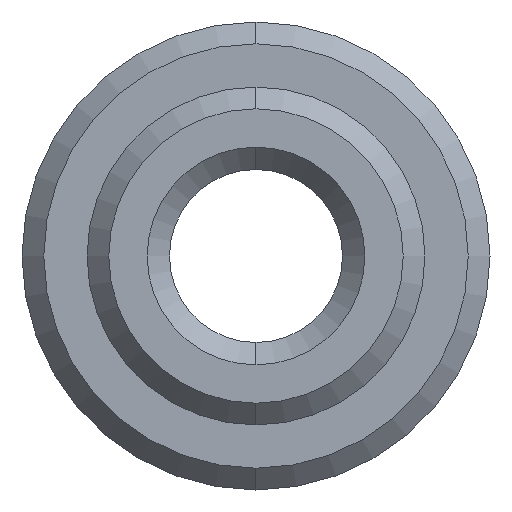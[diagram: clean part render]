
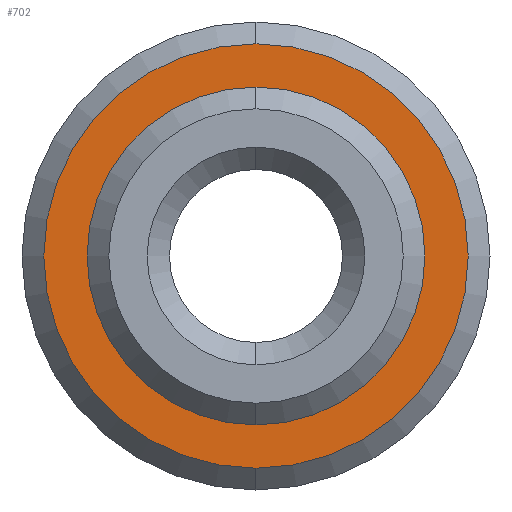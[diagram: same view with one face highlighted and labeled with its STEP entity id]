
A CAD part, left-side view. The second image highlights one B-rep face of the part: STEP entity #702.
In plain terms, the highlighted planar face has unit normal (-1, 0, 0).
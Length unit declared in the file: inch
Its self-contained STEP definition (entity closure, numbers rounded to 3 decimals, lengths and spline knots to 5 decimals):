
#9 = CARTESIAN_POINT ( 'NONE',  ( -0.375, 0., -0.15525 ) ) ;
#30 = DIRECTION ( 'NONE',  ( 0., 0., 1. ) ) ;
#67 = CARTESIAN_POINT ( 'NONE',  ( -0.375, 0., -0.195 ) ) ;
#78 = DIRECTION ( 'NONE',  ( -1., 0., 0. ) ) ;
#82 = DIRECTION ( 'NONE',  ( -1., 0., 0. ) ) ;
#86 = EDGE_CURVE ( 'NONE', #691, #573, #128, .T. ) ;
#106 = FACE_BOUND ( 'NONE', #574, .T. ) ;
#111 = EDGE_CURVE ( 'NONE', #551, #118, #652, .T. ) ;
#118 = VERTEX_POINT ( 'NONE', #717 ) ;
#128 = CIRCLE ( 'NONE', #166, 0.15525 ) ;
#148 = CIRCLE ( 'NONE', #509, 0.15525 ) ;
#153 = EDGE_CURVE ( 'NONE', #118, #551, #633, .T. ) ;
#166 = AXIS2_PLACEMENT_3D ( 'NONE', #511, #78, #356 ) ;
#169 = ORIENTED_EDGE ( 'NONE', *, *, #627, .F. ) ;
#173 = DIRECTION ( 'NONE',  ( -1., 0., 0. ) ) ;
#258 = CARTESIAN_POINT ( 'NONE',  ( -0.375, 0., 0. ) ) ;
#259 = FACE_OUTER_BOUND ( 'NONE', #700, .T. ) ;
#280 = CARTESIAN_POINT ( 'NONE',  ( -0.375, 0., 0. ) ) ;
#288 = CARTESIAN_POINT ( 'NONE',  ( -0.375, 0.15525, 0. ) ) ;
#338 = PLANE ( 'NONE',  #658 ) ;
#356 = DIRECTION ( 'NONE',  ( 0., 0., 1. ) ) ;
#362 = CARTESIAN_POINT ( 'NONE',  ( -0.375, 0., 0. ) ) ;
#373 = DIRECTION ( 'NONE',  ( 0., 0., 1. ) ) ;
#401 = DIRECTION ( 'NONE',  ( 0., 0., 1. ) ) ;
#433 = DIRECTION ( 'NONE',  ( -1., 0., 0. ) ) ;
#458 = AXIS2_PLACEMENT_3D ( 'NONE', #258, #433, #373 ) ;
#468 = DIRECTION ( 'NONE',  ( 0., 0., 1. ) ) ;
#476 = CARTESIAN_POINT ( 'NONE',  ( -0.375, 0., 0.15525 ) ) ;
#509 = AXIS2_PLACEMENT_3D ( 'NONE', #280, #575, #468 ) ;
#511 = CARTESIAN_POINT ( 'NONE',  ( -0.375, 0., 0. ) ) ;
#551 = VERTEX_POINT ( 'NONE', #67 ) ;
#567 = ORIENTED_EDGE ( 'NONE', *, *, #153, .T. ) ;
#573 = VERTEX_POINT ( 'NONE', #476 ) ;
#574 = EDGE_LOOP ( 'NONE', ( #169, #703 ) ) ;
#575 = DIRECTION ( 'NONE',  ( -1., 0., 0. ) ) ;
#627 = EDGE_CURVE ( 'NONE', #573, #691, #148, .T. ) ;
#633 = CIRCLE ( 'NONE', #653, 0.195 ) ;
#652 = CIRCLE ( 'NONE', #458, 0.195 ) ;
#653 = AXIS2_PLACEMENT_3D ( 'NONE', #362, #82, #30 ) ;
#658 = AXIS2_PLACEMENT_3D ( 'NONE', #288, #173, #401 ) ;
#660 = ORIENTED_EDGE ( 'NONE', *, *, #111, .T. ) ;
#691 = VERTEX_POINT ( 'NONE', #9 ) ;
#700 = EDGE_LOOP ( 'NONE', ( #660, #567 ) ) ;
#702 = ADVANCED_FACE ( 'NONE', ( #259, #106 ), #338, .T. ) ;
#703 = ORIENTED_EDGE ( 'NONE', *, *, #86, .F. ) ;
#717 = CARTESIAN_POINT ( 'NONE',  ( -0.375, 0., 0.195 ) ) ;
